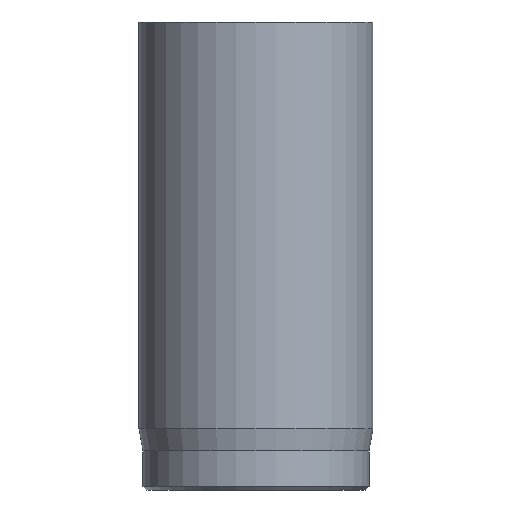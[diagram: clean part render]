
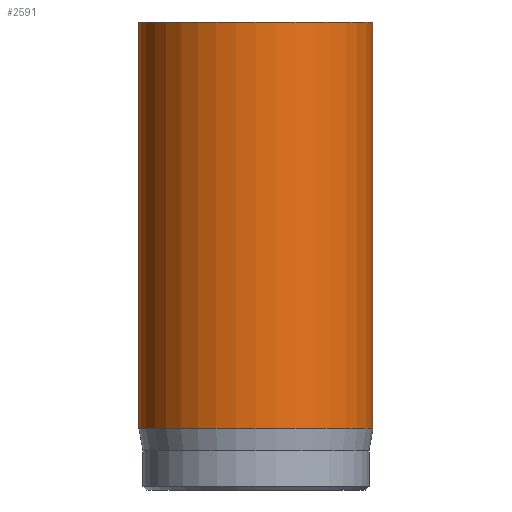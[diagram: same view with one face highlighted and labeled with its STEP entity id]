
A CAD part, front view. The second image highlights one B-rep face of the part: STEP entity #2591.
In plain terms, the highlighted cylindrical face has radius 3 mm (diameter 6 mm), a full revolution.
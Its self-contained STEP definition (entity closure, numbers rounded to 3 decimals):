
#31=CYLINDRICAL_SURFACE('',#2726,3.);
#45=CIRCLE('',#2701,3.);
#56=CIRCLE('',#2724,3.);
#57=CIRCLE('',#2725,3.);
#255=FACE_OUTER_BOUND('',#416,.T.);
#416=EDGE_LOOP('',(#2263,#2264,#2265,#2266,#2267));
#579=LINE('',#5049,#748);
#748=VECTOR('',#3007,3.);
#1173=VERTEX_POINT('',#5002);
#1185=VERTEX_POINT('',#5043);
#1186=VERTEX_POINT('',#5044);
#1534=EDGE_CURVE('',#1173,#1173,#45,.T.);
#1551=EDGE_CURVE('',#1185,#1186,#56,.T.);
#1552=EDGE_CURVE('',#1186,#1185,#57,.T.);
#1554=EDGE_CURVE('',#1173,#1185,#579,.T.);
#2263=ORIENTED_EDGE('',*,*,#1534,.T.);
#2264=ORIENTED_EDGE('',*,*,#1554,.T.);
#2265=ORIENTED_EDGE('',*,*,#1551,.T.);
#2266=ORIENTED_EDGE('',*,*,#1552,.T.);
#2267=ORIENTED_EDGE('',*,*,#1554,.F.);
#2591=ADVANCED_FACE('',(#255),#31,.T.);
#2701=AXIS2_PLACEMENT_3D('',#5003,#2948,#2949);
#2724=AXIS2_PLACEMENT_3D('',#5045,#3000,#3001);
#2725=AXIS2_PLACEMENT_3D('',#5046,#3002,#3003);
#2726=AXIS2_PLACEMENT_3D('',#5048,#3005,#3006);
#2948=DIRECTION('center_axis',(0.,0.,-1.));
#2949=DIRECTION('ref_axis',(-1.,0.,0.));
#3000=DIRECTION('center_axis',(0.,0.,1.));
#3001=DIRECTION('ref_axis',(-1.,0.,0.));
#3002=DIRECTION('center_axis',(0.,0.,1.));
#3003=DIRECTION('ref_axis',(-1.,0.,0.));
#3005=DIRECTION('center_axis',(0.,0.,1.));
#3006=DIRECTION('ref_axis',(-1.,0.,0.));
#3007=DIRECTION('',(0.,0.,-1.));
#5002=CARTESIAN_POINT('',(3.,0.,12.));
#5003=CARTESIAN_POINT('Origin',(0.,0.,12.));
#5043=CARTESIAN_POINT('',(3.,0.,1.567));
#5044=CARTESIAN_POINT('',(-3.,0.,1.567));
#5045=CARTESIAN_POINT('Origin',(0.,0.,1.567));
#5046=CARTESIAN_POINT('Origin',(0.,0.,1.567));
#5048=CARTESIAN_POINT('Origin',(0.,0.,0.));
#5049=CARTESIAN_POINT('',(3.,0.,0.));
